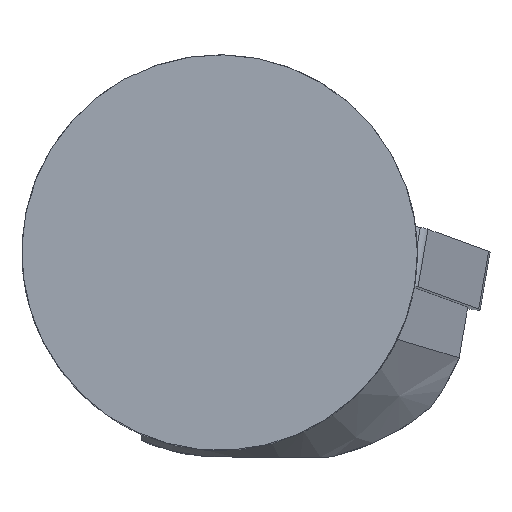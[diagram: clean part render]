
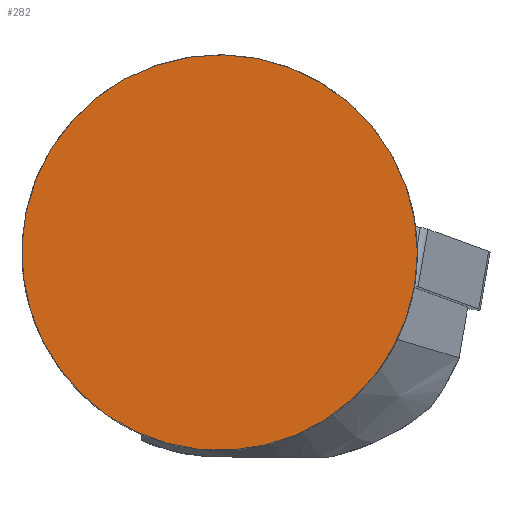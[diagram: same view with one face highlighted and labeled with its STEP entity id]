
A CAD part, top view. The second image highlights one B-rep face of the part: STEP entity #282.
In plain terms, the highlighted planar face has unit normal (0, 0, 1).
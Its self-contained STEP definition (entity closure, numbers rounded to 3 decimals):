
#214=FACE_OUTER_BOUND('',#627,.T.);
#282=ADVANCED_FACE('',(#214),#345,.T.);
#345=PLANE('',#1579);
#627=EDGE_LOOP('',(#866));
#866=ORIENTED_EDGE('',*,*,#1232,.F.);
#1097=VERTEX_POINT('',#2073);
#1232=EDGE_CURVE('',#1097,#1097,#1408,.T.);
#1408=CIRCLE('',#1525,16.);
#1525=AXIS2_PLACEMENT_3D('',#2072,#1697,#1698);
#1579=AXIS2_PLACEMENT_3D('',#2342,#1842,#1843);
#1697=DIRECTION('',(0.,0.,-1.));
#1698=DIRECTION('',(1.,0.,0.));
#1842=DIRECTION('',(0.,0.,1.));
#1843=DIRECTION('',(1.,0.,0.));
#2072=CARTESIAN_POINT('',(0.,0.,0.));
#2073=CARTESIAN_POINT('',(16.,0.,0.));
#2342=CARTESIAN_POINT('',(0.,0.,0.));
